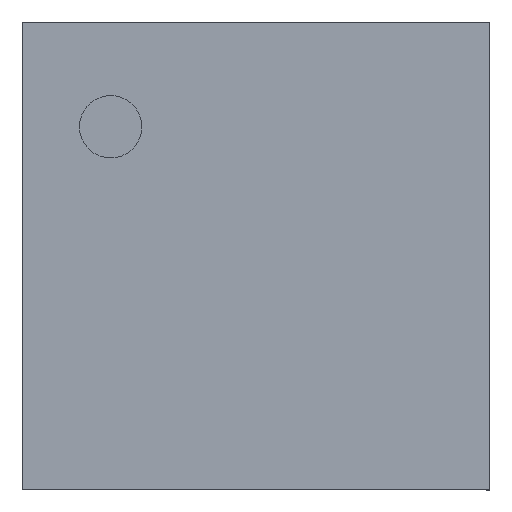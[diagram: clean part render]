
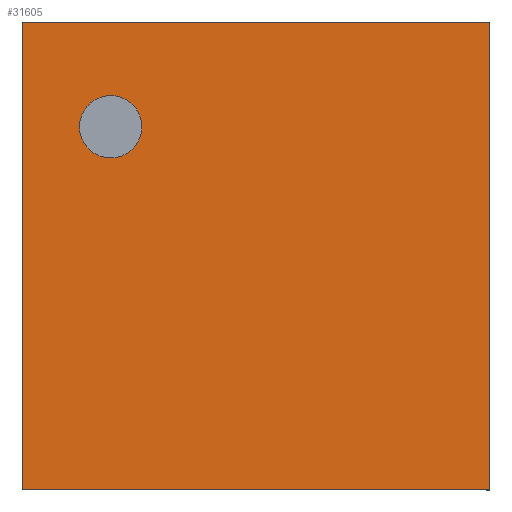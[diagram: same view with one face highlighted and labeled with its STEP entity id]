
A CAD part, top view. The second image highlights one B-rep face of the part: STEP entity #31605.
In plain terms, the highlighted planar face has unit normal (0, 0, 1).
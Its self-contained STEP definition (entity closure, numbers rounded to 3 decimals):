
#877 = AXIS2_PLACEMENT_3D ( 'NONE', #26724, #11680, #19522 ) ;
#908 = DIRECTION ( 'NONE',  ( -1., 0., 0. ) ) ;
#1301 = VERTEX_POINT ( 'NONE', #7472 ) ;
#1509 = EDGE_CURVE ( 'NONE', #6374, #14509, #18304, .T. ) ;
#2067 = VECTOR ( 'NONE', #8040, 1000. ) ;
#2273 = ORIENTED_EDGE ( 'NONE', *, *, #1509, .F. ) ;
#3387 = EDGE_CURVE ( 'NONE', #28188, #29253, #20437, .T. ) ;
#3577 = EDGE_LOOP ( 'NONE', ( #21253, #2273 ) ) ;
#4110 = DIRECTION ( 'NONE',  ( -1., 0., 0. ) ) ;
#4235 = PLANE ( 'NONE',  #877 ) ;
#5260 = CARTESIAN_POINT ( 'NONE',  ( 0.768, 2.328, 0.8 ) ) ;
#6038 = CARTESIAN_POINT ( 'NONE',  ( 0., 3., 0.8 ) ) ;
#6197 = FACE_OUTER_BOUND ( 'NONE', #18034, .T. ) ;
#6297 = DIRECTION ( 'NONE',  ( 0., 1., 0. ) ) ;
#6374 = VERTEX_POINT ( 'NONE', #5260 ) ;
#6619 = ORIENTED_EDGE ( 'NONE', *, *, #27881, .F. ) ;
#7472 = CARTESIAN_POINT ( 'NONE',  ( 0., 0., 0.8 ) ) ;
#8040 = DIRECTION ( 'NONE',  ( -1., 0., 0. ) ) ;
#10597 = EDGE_CURVE ( 'NONE', #1301, #25778, #21226, .T. ) ;
#10767 = LINE ( 'NONE', #6038, #20281 ) ;
#11680 = DIRECTION ( 'NONE',  ( 0., 0., -1. ) ) ;
#11991 = LINE ( 'NONE', #27984, #2067 ) ;
#13612 = CARTESIAN_POINT ( 'NONE',  ( 0.368, 2.328, 0.8 ) ) ;
#13636 = DIRECTION ( 'NONE',  ( 0., 0., 1. ) ) ;
#14147 = DIRECTION ( 'NONE',  ( 0., -1., 0. ) ) ;
#14509 = VERTEX_POINT ( 'NONE', #13612 ) ;
#16088 = VECTOR ( 'NONE', #14147, 1000. ) ;
#16093 = CARTESIAN_POINT ( 'NONE',  ( 0.568, 2.328, 0.8 ) ) ;
#16746 = CARTESIAN_POINT ( 'NONE',  ( 0.568, 2.328, 0.8 ) ) ;
#18034 = EDGE_LOOP ( 'NONE', ( #6619, #22085, #21094, #25176 ) ) ;
#18304 = CIRCLE ( 'NONE', #20065, 0.2 ) ;
#19522 = DIRECTION ( 'NONE',  ( -1., 0., 0. ) ) ;
#20065 = AXIS2_PLACEMENT_3D ( 'NONE', #16093, #13636, #908 ) ;
#20281 = VECTOR ( 'NONE', #23779, 1000. ) ;
#20437 = LINE ( 'NONE', #29192, #16088 ) ;
#20474 = CIRCLE ( 'NONE', #28469, 0.2 ) ;
#21094 = ORIENTED_EDGE ( 'NONE', *, *, #27966, .F. ) ;
#21226 = LINE ( 'NONE', #31630, #26349 ) ;
#21253 = ORIENTED_EDGE ( 'NONE', *, *, #26428, .F. ) ;
#22085 = ORIENTED_EDGE ( 'NONE', *, *, #3387, .F. ) ;
#23779 = DIRECTION ( 'NONE',  ( 1., 0., 0. ) ) ;
#23998 = CARTESIAN_POINT ( 'NONE',  ( 3., 3., 0.8 ) ) ;
#24626 = DIRECTION ( 'NONE',  ( 0., 0., 1. ) ) ;
#25176 = ORIENTED_EDGE ( 'NONE', *, *, #10597, .F. ) ;
#25778 = VERTEX_POINT ( 'NONE', #26532 ) ;
#26349 = VECTOR ( 'NONE', #6297, 1000. ) ;
#26393 = FACE_BOUND ( 'NONE', #3577, .T. ) ;
#26428 = EDGE_CURVE ( 'NONE', #14509, #6374, #20474, .T. ) ;
#26532 = CARTESIAN_POINT ( 'NONE',  ( 0., 3., 0.8 ) ) ;
#26724 = CARTESIAN_POINT ( 'NONE',  ( 0., 0., 0.8 ) ) ;
#27881 = EDGE_CURVE ( 'NONE', #29253, #1301, #11991, .T. ) ;
#27966 = EDGE_CURVE ( 'NONE', #25778, #28188, #10767, .T. ) ;
#27984 = CARTESIAN_POINT ( 'NONE',  ( 3., 0., 0.8 ) ) ;
#28188 = VERTEX_POINT ( 'NONE', #23998 ) ;
#28469 = AXIS2_PLACEMENT_3D ( 'NONE', #16746, #24626, #4110 ) ;
#28881 = CARTESIAN_POINT ( 'NONE',  ( 3., 0., 0.8 ) ) ;
#29192 = CARTESIAN_POINT ( 'NONE',  ( 3., 3., 0.8 ) ) ;
#29253 = VERTEX_POINT ( 'NONE', #28881 ) ;
#31605 = ADVANCED_FACE ( 'NONE', ( #26393, #6197 ), #4235, .F. ) ;
#31630 = CARTESIAN_POINT ( 'NONE',  ( 0., 0., 0.8 ) ) ;
